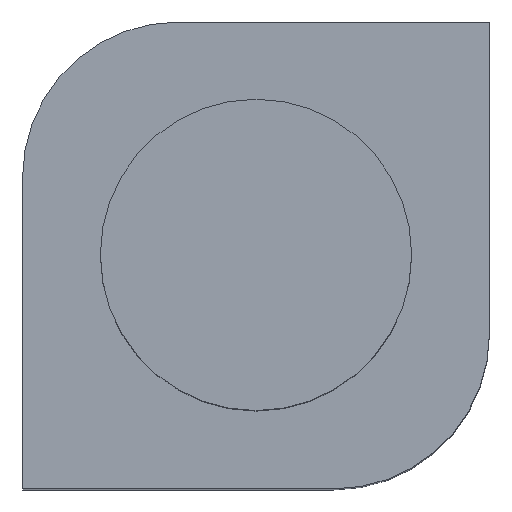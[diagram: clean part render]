
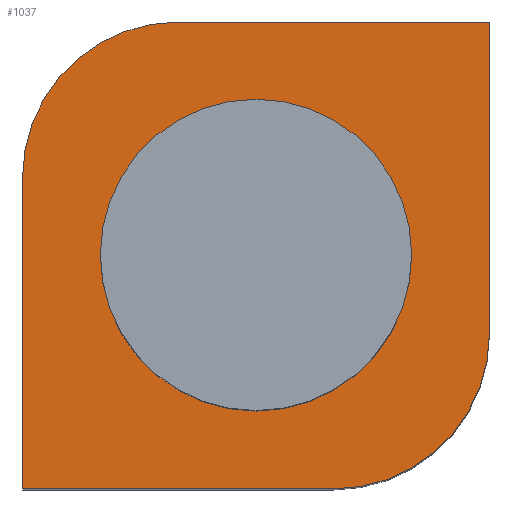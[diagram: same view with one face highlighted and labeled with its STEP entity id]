
A CAD part, top view. The second image highlights one B-rep face of the part: STEP entity #1037.
In plain terms, the highlighted planar face has unit normal (0, 0, 1).
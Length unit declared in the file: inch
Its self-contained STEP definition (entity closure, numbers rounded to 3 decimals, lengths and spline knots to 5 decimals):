
#262=CARTESIAN_POINT('',(2.8025,-4.5208,12.7));
#266=CARTESIAN_POINT('',(4.7625,-1.5875,12.7));
#267=VERTEX_POINT('',#266);
#278=CARTESIAN_POINT('',(1.5875,-4.7625,12.7));
#279=VERTEX_POINT('',#278);
#280=CARTESIAN_POINT('',(-4.7625,-4.7625,12.7));
#281=VERTEX_POINT('',#280);
#282=CARTESIAN_POINT('',(-4.7625,1.5875,12.7));
#283=VERTEX_POINT('',#282);
#288=CARTESIAN_POINT('',(4.7625,4.7625,12.7));
#289=VERTEX_POINT('',#288);
#290=CARTESIAN_POINT('',(-1.5875,4.7625,12.7));
#291=VERTEX_POINT('',#290);
#623=DIRECTION('',(-1.,0.,0.));
#627=DIRECTION('',(0.,1.,0.));
#726=VECTOR('',#623,1.0);
#727=LINE('',#278,#726);
#728=EDGE_CURVE('',#279,#281,#727,.T.);
#729=VECTOR('',#627,1.0);
#730=LINE('',#280,#729);
#731=EDGE_CURVE('',#281,#283,#730,.T.);
#738=VECTOR('',#623,1.0);
#739=LINE('',#288,#738);
#740=EDGE_CURVE('',#289,#291,#739,.T.);
#759=VECTOR('',#627,1.0);
#760=LINE('',#266,#759);
#761=EDGE_CURVE('',#267,#289,#760,.T.);
#762=DIRECTION('',(0.,0.,1.));
#824=CARTESIAN_POINT('',(0.,0.,12.7));
#826=CARTESIAN_POINT('',(0.,-3.175,12.7));
#827=DIRECTION('',(0.,0.,-1.));
#828=DIRECTION('',(0.,-1.,0.));
#830=VERTEX_POINT('',#826);
#832=AXIS2_PLACEMENT_3D('',#824,#827,#828);
#834=CIRCLE('',#832,3.175);
#839=EDGE_CURVE('',#830,#830,#834,.T.);
#840=ORIENTED_EDGE('',*,*,#839,.T.);
#858=CARTESIAN_POINT('',(-1.5875,1.5875,12.7));
#861=CARTESIAN_POINT('',(-1.5875,4.7625,12.7));
#862=CARTESIAN_POINT('',(-4.7625,1.5875,12.7));
#863=DIRECTION('',(0.,0.,1.));
#864=DIRECTION('',(0.,1.,0.));
#867=VERTEX_POINT('',#861);
#868=VERTEX_POINT('',#862);
#870=AXIS2_PLACEMENT_3D('',#858,#863,#864);
#872=CIRCLE('',#870,3.175);
#882=EDGE_CURVE('',#867,#868,#872,.T.);
#883=ORIENTED_EDGE('',*,*,#882,.T.);
#890=CARTESIAN_POINT('',(1.5875,-1.5875,12.7));
#893=CARTESIAN_POINT('',(1.5875,-4.7625,12.7));
#894=CARTESIAN_POINT('',(4.7625,-1.5875,12.7));
#895=DIRECTION('',(0.,0.,1.));
#896=DIRECTION('',(0.,1.,0.));
#899=VERTEX_POINT('',#893);
#900=VERTEX_POINT('',#894);
#902=AXIS2_PLACEMENT_3D('',#890,#895,#896);
#904=CIRCLE('',#902,3.175);
#914=EDGE_CURVE('',#899,#900,#904,.T.);
#915=ORIENTED_EDGE('',*,*,#914,.T.);
#981=AXIS2_PLACEMENT_3D('',#262,#762,#627);
#982=PLANE('',#981);
#989=ORIENTED_EDGE('',*,*,#761,.T.);
#990=ORIENTED_EDGE('',*,*,#740,.T.);
#999=ORIENTED_EDGE('',*,*,#731,.F.);
#1000=ORIENTED_EDGE('',*,*,#728,.F.);
#1003=EDGE_LOOP('',(#915,#989,#990,#883,#999,#1000));
#1004=FACE_BOUND('',#1003,.T.);
#1035=EDGE_LOOP('',(#840)) /* inner edge loop */;
#1036=FACE_BOUND('',#1035,.F.);
#1037=ADVANCED_FACE('',(#1004,#1036),#982,.T.);
